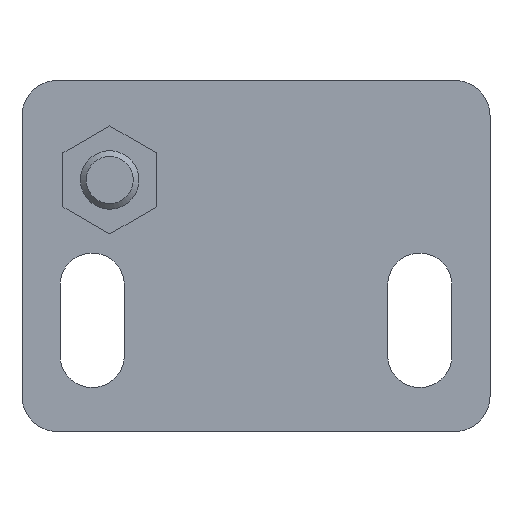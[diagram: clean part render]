
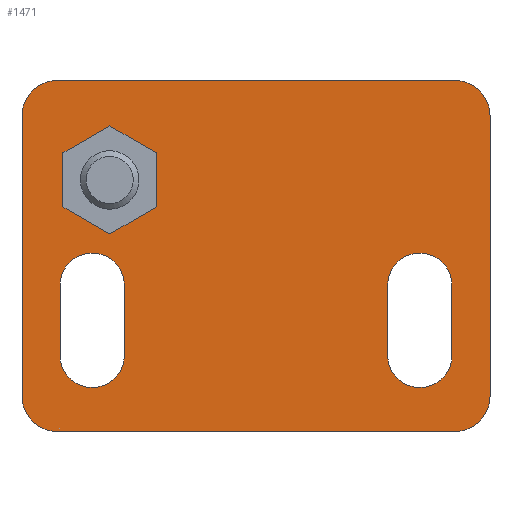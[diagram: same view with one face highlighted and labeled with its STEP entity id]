
A CAD part, left-side view. The second image highlights one B-rep face of the part: STEP entity #1471.
In plain terms, the highlighted face is planar.
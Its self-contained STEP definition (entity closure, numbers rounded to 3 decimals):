
#29=LINE('',#1971,#129);
#30=LINE('',#1975,#130);
#31=LINE('',#1979,#131);
#32=LINE('',#1983,#132);
#33=LINE('',#1987,#133);
#34=LINE('',#1991,#134);
#35=LINE('',#1995,#135);
#36=LINE('',#1999,#136);
#37=LINE('',#2000,#137);
#38=LINE('',#2003,#138);
#39=LINE('',#2005,#139);
#40=LINE('',#2007,#140);
#41=LINE('',#2009,#141);
#42=LINE('',#2011,#142);
#129=VECTOR('',#1657,1000.);
#130=VECTOR('',#1660,1000.);
#131=VECTOR('',#1663,1000.);
#132=VECTOR('',#1666,1000.);
#133=VECTOR('',#1669,1000.);
#134=VECTOR('',#1672,1000.);
#135=VECTOR('',#1675,1000.);
#136=VECTOR('',#1678,1000.);
#137=VECTOR('',#1679,1000.);
#138=VECTOR('',#1680,1000.);
#139=VECTOR('',#1681,1000.);
#140=VECTOR('',#1682,1000.);
#141=VECTOR('',#1683,1000.);
#142=VECTOR('',#1684,1000.);
#229=PLANE('',#1541);
#268=ORIENTED_EDGE('',*,*,#562,.F.);
#269=ORIENTED_EDGE('',*,*,#563,.F.);
#270=ORIENTED_EDGE('',*,*,#564,.F.);
#271=ORIENTED_EDGE('',*,*,#565,.F.);
#272=ORIENTED_EDGE('',*,*,#566,.F.);
#273=ORIENTED_EDGE('',*,*,#567,.F.);
#274=ORIENTED_EDGE('',*,*,#568,.F.);
#275=ORIENTED_EDGE('',*,*,#569,.F.);
#276=ORIENTED_EDGE('',*,*,#570,.T.);
#277=ORIENTED_EDGE('',*,*,#571,.T.);
#278=ORIENTED_EDGE('',*,*,#572,.T.);
#279=ORIENTED_EDGE('',*,*,#573,.T.);
#280=ORIENTED_EDGE('',*,*,#574,.T.);
#281=ORIENTED_EDGE('',*,*,#575,.T.);
#282=ORIENTED_EDGE('',*,*,#576,.T.);
#283=ORIENTED_EDGE('',*,*,#577,.T.);
#284=ORIENTED_EDGE('',*,*,#578,.T.);
#285=ORIENTED_EDGE('',*,*,#579,.T.);
#286=ORIENTED_EDGE('',*,*,#580,.T.);
#287=ORIENTED_EDGE('',*,*,#581,.T.);
#288=ORIENTED_EDGE('',*,*,#582,.T.);
#289=ORIENTED_EDGE('',*,*,#583,.T.);
#562=EDGE_CURVE('',#709,#710,#811,.T.);
#563=EDGE_CURVE('',#711,#709,#29,.T.);
#564=EDGE_CURVE('',#712,#711,#812,.T.);
#565=EDGE_CURVE('',#713,#712,#30,.T.);
#566=EDGE_CURVE('',#714,#713,#813,.T.);
#567=EDGE_CURVE('',#715,#714,#31,.T.);
#568=EDGE_CURVE('',#716,#715,#814,.T.);
#569=EDGE_CURVE('',#710,#716,#32,.T.);
#570=EDGE_CURVE('',#717,#718,#815,.T.);
#571=EDGE_CURVE('',#718,#719,#33,.T.);
#572=EDGE_CURVE('',#719,#720,#816,.T.);
#573=EDGE_CURVE('',#720,#717,#34,.T.);
#574=EDGE_CURVE('',#721,#722,#817,.T.);
#575=EDGE_CURVE('',#722,#723,#35,.T.);
#576=EDGE_CURVE('',#723,#724,#818,.T.);
#577=EDGE_CURVE('',#724,#721,#36,.T.);
#578=EDGE_CURVE('',#725,#726,#37,.T.);
#579=EDGE_CURVE('',#726,#727,#38,.T.);
#580=EDGE_CURVE('',#727,#728,#39,.T.);
#581=EDGE_CURVE('',#728,#729,#40,.T.);
#582=EDGE_CURVE('',#729,#730,#41,.T.);
#583=EDGE_CURVE('',#730,#725,#42,.T.);
#709=VERTEX_POINT('',#1969);
#710=VERTEX_POINT('',#1970);
#711=VERTEX_POINT('',#1972);
#712=VERTEX_POINT('',#1974);
#713=VERTEX_POINT('',#1976);
#714=VERTEX_POINT('',#1978);
#715=VERTEX_POINT('',#1980);
#716=VERTEX_POINT('',#1982);
#717=VERTEX_POINT('',#1985);
#718=VERTEX_POINT('',#1986);
#719=VERTEX_POINT('',#1988);
#720=VERTEX_POINT('',#1990);
#721=VERTEX_POINT('',#1993);
#722=VERTEX_POINT('',#1994);
#723=VERTEX_POINT('',#1996);
#724=VERTEX_POINT('',#1998);
#725=VERTEX_POINT('',#2001);
#726=VERTEX_POINT('',#2002);
#727=VERTEX_POINT('',#2004);
#728=VERTEX_POINT('',#2006);
#729=VERTEX_POINT('',#2008);
#730=VERTEX_POINT('',#2010);
#811=CIRCLE('',#1542,3.);
#812=CIRCLE('',#1543,3.);
#813=CIRCLE('',#1544,3.);
#814=CIRCLE('',#1545,3.);
#815=CIRCLE('',#1546,2.75);
#816=CIRCLE('',#1547,2.75);
#817=CIRCLE('',#1548,2.75);
#818=CIRCLE('',#1549,2.75);
#856=EDGE_LOOP('',(#268,#269,#270,#271,#272,#273,#274,#275));
#857=EDGE_LOOP('',(#276,#277,#278,#279));
#858=EDGE_LOOP('',(#280,#281,#282,#283));
#859=EDGE_LOOP('',(#284,#285,#286,#287,#288,#289));
#939=FACE_BOUND('',#856,.T.);
#940=FACE_BOUND('',#857,.T.);
#941=FACE_BOUND('',#858,.T.);
#942=FACE_BOUND('',#859,.T.);
#1471=ADVANCED_FACE('',(#939,#940,#941,#942),#229,.F.);
#1541=AXIS2_PLACEMENT_3D('',#1967,#1653,#1654);
#1542=AXIS2_PLACEMENT_3D('',#1968,#1655,#1656);
#1543=AXIS2_PLACEMENT_3D('',#1973,#1658,#1659);
#1544=AXIS2_PLACEMENT_3D('',#1977,#1661,#1662);
#1545=AXIS2_PLACEMENT_3D('',#1981,#1664,#1665);
#1546=AXIS2_PLACEMENT_3D('',#1984,#1667,#1668);
#1547=AXIS2_PLACEMENT_3D('',#1989,#1670,#1671);
#1548=AXIS2_PLACEMENT_3D('',#1992,#1673,#1674);
#1549=AXIS2_PLACEMENT_3D('',#1997,#1676,#1677);
#1653=DIRECTION('',(0.,1.,0.));
#1654=DIRECTION('',(0.,0.,1.));
#1655=DIRECTION('',(0.,1.,0.));
#1656=DIRECTION('',(1.,0.,0.));
#1657=DIRECTION('',(-1.,0.,0.));
#1658=DIRECTION('',(0.,1.,0.));
#1659=DIRECTION('',(1.,0.,0.));
#1660=DIRECTION('',(0.,0.,-1.));
#1661=DIRECTION('',(0.,1.,0.));
#1662=DIRECTION('',(1.,0.,0.));
#1663=DIRECTION('',(1.,0.,0.));
#1664=DIRECTION('',(0.,1.,0.));
#1665=DIRECTION('',(1.,0.,0.));
#1666=DIRECTION('',(0.,0.,1.));
#1667=DIRECTION('',(0.,1.,0.));
#1668=DIRECTION('',(1.,0.,0.));
#1669=DIRECTION('',(-1.,0.,0.));
#1670=DIRECTION('',(0.,1.,0.));
#1671=DIRECTION('',(1.,0.,0.));
#1672=DIRECTION('',(1.,0.,0.));
#1673=DIRECTION('',(0.,1.,0.));
#1674=DIRECTION('',(1.,0.,0.));
#1675=DIRECTION('',(-1.,0.,0.));
#1676=DIRECTION('',(0.,1.,0.));
#1677=DIRECTION('',(1.,0.,0.));
#1678=DIRECTION('',(1.,0.,0.));
#1679=DIRECTION('',(-0.5,0.,0.866));
#1680=DIRECTION('',(0.5,0.,0.866));
#1681=DIRECTION('',(1.,0.,0.));
#1682=DIRECTION('',(0.5,0.,-0.866));
#1683=DIRECTION('',(-0.5,0.,-0.866));
#1684=DIRECTION('',(-1.,0.,0.));
#1967=CARTESIAN_POINT('',(-12.,-12.,-17.));
#1968=CARTESIAN_POINT('',(-12.,-12.,-17.));
#1969=CARTESIAN_POINT('',(-12.,-12.,-20.));
#1970=CARTESIAN_POINT('',(-15.,-12.,-17.));
#1971=CARTESIAN_POINT('',(12.,-12.,-20.));
#1972=CARTESIAN_POINT('',(12.,-12.,-20.));
#1973=CARTESIAN_POINT('',(12.,-12.,-17.));
#1974=CARTESIAN_POINT('',(15.,-12.,-17.));
#1975=CARTESIAN_POINT('',(15.,-12.,17.));
#1976=CARTESIAN_POINT('',(15.,-12.,17.));
#1977=CARTESIAN_POINT('',(12.,-12.,17.));
#1978=CARTESIAN_POINT('',(12.,-12.,20.));
#1979=CARTESIAN_POINT('',(-12.,-12.,20.));
#1980=CARTESIAN_POINT('',(-12.,-12.,20.));
#1981=CARTESIAN_POINT('',(-12.,-12.,17.));
#1982=CARTESIAN_POINT('',(-15.,-12.,17.));
#1983=CARTESIAN_POINT('',(-15.,-12.,-17.));
#1984=CARTESIAN_POINT('',(8.5,-12.,-14.));
#1985=CARTESIAN_POINT('',(8.5,-12.,-11.25));
#1986=CARTESIAN_POINT('',(8.5,-12.,-16.75));
#1987=CARTESIAN_POINT('',(8.5,-12.,-16.75));
#1988=CARTESIAN_POINT('',(2.5,-12.,-16.75));
#1989=CARTESIAN_POINT('',(2.5,-12.,-14.));
#1990=CARTESIAN_POINT('',(2.5,-12.,-11.25));
#1991=CARTESIAN_POINT('',(2.5,-12.,-11.25));
#1992=CARTESIAN_POINT('',(8.5,-12.,14.));
#1993=CARTESIAN_POINT('',(8.5,-12.,16.75));
#1994=CARTESIAN_POINT('',(8.5,-12.,11.25));
#1995=CARTESIAN_POINT('',(8.5,-12.,11.25));
#1996=CARTESIAN_POINT('',(2.5,-12.,11.25));
#1997=CARTESIAN_POINT('',(2.5,-12.,14.));
#1998=CARTESIAN_POINT('',(2.5,-12.,16.75));
#1999=CARTESIAN_POINT('',(2.5,-12.,16.75));
#2000=CARTESIAN_POINT('',(-8.809,-12.,-16.5));
#2001=CARTESIAN_POINT('',(-8.809,-12.,-16.5));
#2002=CARTESIAN_POINT('',(-11.119,-12.,-12.5));
#2003=CARTESIAN_POINT('',(-11.119,-12.,-12.5));
#2004=CARTESIAN_POINT('',(-8.809,-12.,-8.5));
#2005=CARTESIAN_POINT('',(-8.809,-12.,-8.5));
#2006=CARTESIAN_POINT('',(-4.191,-12.,-8.5));
#2007=CARTESIAN_POINT('',(-4.191,-12.,-8.5));
#2008=CARTESIAN_POINT('',(-1.881,-12.,-12.5));
#2009=CARTESIAN_POINT('',(-1.881,-12.,-12.5));
#2010=CARTESIAN_POINT('',(-4.191,-12.,-16.5));
#2011=CARTESIAN_POINT('',(-4.191,-12.,-16.5));
